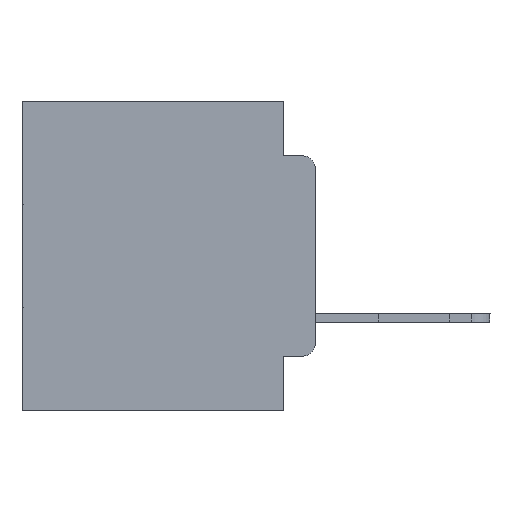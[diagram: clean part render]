
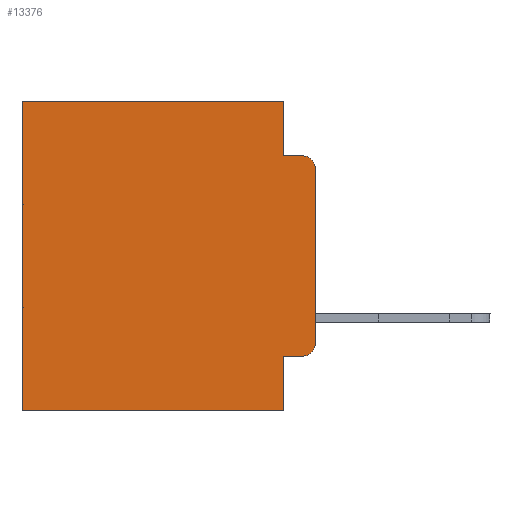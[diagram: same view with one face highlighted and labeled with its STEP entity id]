
A CAD part, left-side view. The second image highlights one B-rep face of the part: STEP entity #13376.
In plain terms, the highlighted planar face has unit normal (-1, 0, 0).
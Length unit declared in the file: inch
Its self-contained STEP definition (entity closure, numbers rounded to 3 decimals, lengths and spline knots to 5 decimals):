
#131 = ORIENTED_EDGE ( 'NONE', *, *, #14572, .T. ) ;
#143 = DIRECTION ( 'NONE',  ( 0., 0., -1. ) ) ;
#822 = CARTESIAN_POINT ( 'NONE',  ( 0.298, 0.051, -0.0885 ) ) ;
#906 = CARTESIAN_POINT ( 'NONE',  ( 0.298, 0., -0.1085 ) ) ;
#1191 = VERTEX_POINT ( 'NONE', #26205 ) ;
#1428 = DIRECTION ( 'NONE',  ( -1., 0., 0. ) ) ;
#1445 = EDGE_LOOP ( 'NONE', ( #10147, #20672, #23397, #14829, #20598, #1461, #6075, #17613, #14130, #131 ) ) ;
#1461 = ORIENTED_EDGE ( 'NONE', *, *, #12059, .T. ) ;
#1533 = CARTESIAN_POINT ( 'NONE',  ( 0.298, 0.02, -0.4115 ) ) ;
#1949 = CARTESIAN_POINT ( 'NONE',  ( 0.298, 0.051, 0. ) ) ;
#2014 = CARTESIAN_POINT ( 'NONE',  ( 0.298, 0.02, -0.0885 ) ) ;
#2076 = CARTESIAN_POINT ( 'NONE',  ( 0.298, 0.051, 0. ) ) ;
#2234 = VERTEX_POINT ( 'NONE', #8438 ) ;
#2792 = EDGE_CURVE ( 'NONE', #17548, #9016, #4784, .T. ) ;
#4690 = LINE ( 'NONE', #16727, #10420 ) ;
#4784 = LINE ( 'NONE', #2076, #8074 ) ;
#4842 = DIRECTION ( 'NONE',  ( 0., 0., -1. ) ) ;
#5086 = CARTESIAN_POINT ( 'NONE',  ( 0.298, 0., -0.3915 ) ) ;
#5865 = EDGE_CURVE ( 'NONE', #17548, #2234, #25226, .T. ) ;
#6075 = ORIENTED_EDGE ( 'NONE', *, *, #14820, .F. ) ;
#6311 = CARTESIAN_POINT ( 'NONE',  ( 0.298, 0., -0.5 ) ) ;
#6516 = VERTEX_POINT ( 'NONE', #906 ) ;
#7089 = DIRECTION ( 'NONE',  ( 0., 0., -1. ) ) ;
#7827 = DIRECTION ( 'NONE',  ( 1., 0., 0. ) ) ;
#7885 = DIRECTION ( 'NONE',  ( 0., 0., -1. ) ) ;
#8074 = VECTOR ( 'NONE', #25136, 39.37008 ) ;
#8438 = CARTESIAN_POINT ( 'NONE',  ( 0.298, 0.473, 0. ) ) ;
#8572 = VECTOR ( 'NONE', #21260, 39.37008 ) ;
#8633 = VERTEX_POINT ( 'NONE', #2014 ) ;
#8845 = DIRECTION ( 'NONE',  ( 0., 1., 0. ) ) ;
#9016 = VERTEX_POINT ( 'NONE', #29764 ) ;
#9183 = FACE_OUTER_BOUND ( 'NONE', #1445, .T. ) ;
#9657 = VECTOR ( 'NONE', #9876, 39.37008 ) ;
#9876 = DIRECTION ( 'NONE',  ( 0., -1., 0. ) ) ;
#10138 = VECTOR ( 'NONE', #21599, 39.37008 ) ;
#10147 = ORIENTED_EDGE ( 'NONE', *, *, #26620, .F. ) ;
#10197 = CARTESIAN_POINT ( 'NONE',  ( 0.298, 0.051, -0.4115 ) ) ;
#10354 = AXIS2_PLACEMENT_3D ( 'NONE', #27734, #7827, #7089 ) ;
#10420 = VECTOR ( 'NONE', #4842, 39.37008 ) ;
#11311 = CARTESIAN_POINT ( 'NONE',  ( 0.298, 0., 0. ) ) ;
#11557 = CARTESIAN_POINT ( 'NONE',  ( 0.298, 0.02, -0.3915 ) ) ;
#11756 = EDGE_CURVE ( 'NONE', #6516, #8633, #28680, .T. ) ;
#12059 = EDGE_CURVE ( 'NONE', #2234, #23871, #23845, .T. ) ;
#12208 = VERTEX_POINT ( 'NONE', #1533 ) ;
#12548 = VERTEX_POINT ( 'NONE', #10197 ) ;
#12699 = DIRECTION ( 'NONE',  ( 0., 0., -1. ) ) ;
#12731 = AXIS2_PLACEMENT_3D ( 'NONE', #14827, #1428, #12699 ) ;
#13376 = ADVANCED_FACE ( 'NONE', ( #9183 ), #20612, .F. ) ;
#14130 = ORIENTED_EDGE ( 'NONE', *, *, #19543, .T. ) ;
#14542 = CARTESIAN_POINT ( 'NONE',  ( 0.298, 0.051, -0.4115 ) ) ;
#14572 = EDGE_CURVE ( 'NONE', #12208, #14951, #22951, .T. ) ;
#14726 = VECTOR ( 'NONE', #20525, 39.37008 ) ;
#14820 = EDGE_CURVE ( 'NONE', #1191, #23871, #22114, .T. ) ;
#14827 = CARTESIAN_POINT ( 'NONE',  ( 0.298, 0.02, -0.1085 ) ) ;
#14829 = ORIENTED_EDGE ( 'NONE', *, *, #2792, .F. ) ;
#14951 = VERTEX_POINT ( 'NONE', #5086 ) ;
#16637 = LINE ( 'NONE', #822, #10138 ) ;
#16727 = CARTESIAN_POINT ( 'NONE',  ( 0.298, 0.051, 0. ) ) ;
#17198 = CARTESIAN_POINT ( 'NONE',  ( 0.298, 0.473, 0. ) ) ;
#17548 = VERTEX_POINT ( 'NONE', #1949 ) ;
#17613 = ORIENTED_EDGE ( 'NONE', *, *, #23898, .F. ) ;
#19543 = EDGE_CURVE ( 'NONE', #12548, #12208, #28156, .T. ) ;
#20455 = VECTOR ( 'NONE', #7885, 39.37008 ) ;
#20525 = DIRECTION ( 'NONE',  ( 0., 1., 0. ) ) ;
#20598 = ORIENTED_EDGE ( 'NONE', *, *, #5865, .T. ) ;
#20612 = PLANE ( 'NONE',  #10354 ) ;
#20617 = DIRECTION ( 'NONE',  ( -1., 0., 0. ) ) ;
#20672 = ORIENTED_EDGE ( 'NONE', *, *, #11756, .T. ) ;
#20953 = CARTESIAN_POINT ( 'NONE',  ( 0.298, 0., 0. ) ) ;
#21260 = DIRECTION ( 'NONE',  ( 0., 0., -1. ) ) ;
#21599 = DIRECTION ( 'NONE',  ( 0., -1., 0. ) ) ;
#22114 = LINE ( 'NONE', #6311, #23430 ) ;
#22951 = CIRCLE ( 'NONE', #26811, 0.02 ) ;
#23397 = ORIENTED_EDGE ( 'NONE', *, *, #29121, .F. ) ;
#23430 = VECTOR ( 'NONE', #8845, 39.37008 ) ;
#23845 = LINE ( 'NONE', #17198, #20455 ) ;
#23871 = VERTEX_POINT ( 'NONE', #28068 ) ;
#23898 = EDGE_CURVE ( 'NONE', #12548, #1191, #4690, .T. ) ;
#25136 = DIRECTION ( 'NONE',  ( 0., 0., -1. ) ) ;
#25226 = LINE ( 'NONE', #11311, #14726 ) ;
#25801 = LINE ( 'NONE', #20953, #8572 ) ;
#26205 = CARTESIAN_POINT ( 'NONE',  ( 0.298, 0.051, -0.5 ) ) ;
#26620 = EDGE_CURVE ( 'NONE', #6516, #14951, #25801, .T. ) ;
#26811 = AXIS2_PLACEMENT_3D ( 'NONE', #11557, #20617, #143 ) ;
#27734 = CARTESIAN_POINT ( 'NONE',  ( 0.298, 0., 0. ) ) ;
#28068 = CARTESIAN_POINT ( 'NONE',  ( 0.298, 0.473, -0.5 ) ) ;
#28156 = LINE ( 'NONE', #14542, #9657 ) ;
#28680 = CIRCLE ( 'NONE', #12731, 0.02 ) ;
#29121 = EDGE_CURVE ( 'NONE', #9016, #8633, #16637, .T. ) ;
#29764 = CARTESIAN_POINT ( 'NONE',  ( 0.298, 0.051, -0.0885 ) ) ;
